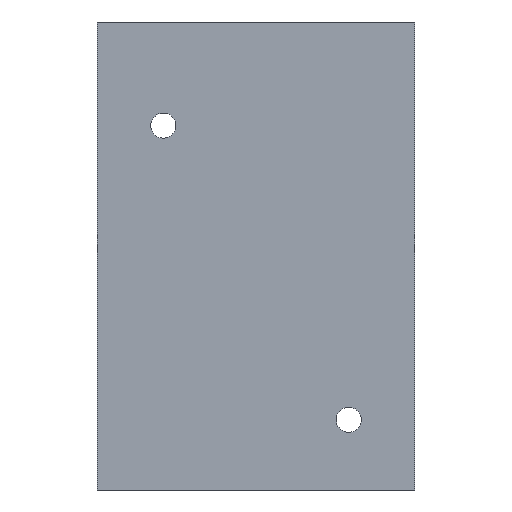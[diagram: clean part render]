
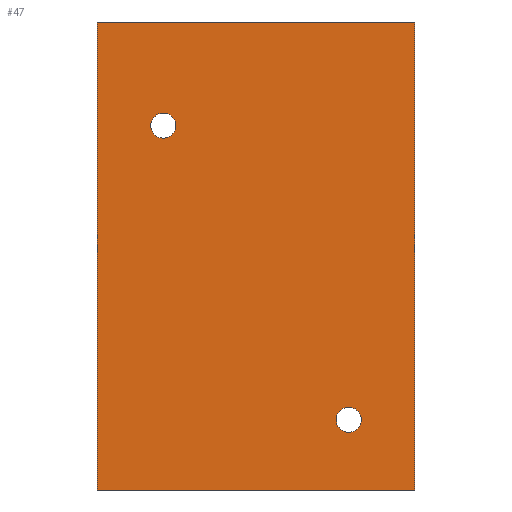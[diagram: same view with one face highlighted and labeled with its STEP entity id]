
A CAD part, front view. The second image highlights one B-rep face of the part: STEP entity #47.
In plain terms, the highlighted planar face has unit normal (0, -1, 0).
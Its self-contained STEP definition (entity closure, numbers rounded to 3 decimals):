
#7 = ORIENTED_EDGE ( 'NONE', *, *, #761, .F. ) ;
#19 = AXIS2_PLACEMENT_3D ( 'NONE', #139, #506, #509 ) ;
#40 = EDGE_CURVE ( 'NONE', #495, #600, #271, .T. ) ;
#47 = ADVANCED_FACE ( 'NONE', ( #459, #429, #438 ), #249, .T. ) ;
#53 = EDGE_LOOP ( 'NONE', ( #303, #790, #636, #436 ) ) ;
#55 = CARTESIAN_POINT ( 'NONE',  ( 1.2, 0., -0.45 ) ) ;
#56 = VERTEX_POINT ( 'NONE', #604 ) ;
#73 = CARTESIAN_POINT ( 'NONE',  ( 12.3, 0., -18.8 ) ) ;
#89 = EDGE_CURVE ( 'NONE', #455, #56, #560, .T. ) ;
#106 = EDGE_CURVE ( 'NONE', #167, #526, #714, .T. ) ;
#107 = DIRECTION ( 'NONE',  ( 0., 0., -1. ) ) ;
#139 = CARTESIAN_POINT ( 'NONE',  ( 1.2, 0., -1.2 ) ) ;
#166 = EDGE_CURVE ( 'NONE', #600, #455, #580, .T. ) ;
#167 = VERTEX_POINT ( 'NONE', #211 ) ;
#169 = EDGE_LOOP ( 'NONE', ( #659, #681 ) ) ;
#178 = EDGE_CURVE ( 'NONE', #526, #167, #641, .T. ) ;
#179 = CARTESIAN_POINT ( 'NONE',  ( 0., 0., 0. ) ) ;
#211 = CARTESIAN_POINT ( 'NONE',  ( 1.2, 0., -1.95 ) ) ;
#229 = DIRECTION ( 'NONE',  ( 0., 0., -1. ) ) ;
#238 = AXIS2_PLACEMENT_3D ( 'NONE', #179, #374, #794 ) ;
#249 = PLANE ( 'NONE',  #238 ) ;
#271 = LINE ( 'NONE', #411, #322 ) ;
#289 = ORIENTED_EDGE ( 'NONE', *, *, #577, .F. ) ;
#291 = DIRECTION ( 'NONE',  ( 0., 0., 1. ) ) ;
#295 = VECTOR ( 'NONE', #405, 1000. ) ;
#297 = VECTOR ( 'NONE', #107, 1000. ) ;
#303 = ORIENTED_EDGE ( 'NONE', *, *, #40, .F. ) ;
#316 = DIRECTION ( 'NONE',  ( 0., 0., -1. ) ) ;
#322 = VECTOR ( 'NONE', #291, 1000. ) ;
#331 = CARTESIAN_POINT ( 'NONE',  ( -2.75, 0., 5. ) ) ;
#335 = CARTESIAN_POINT ( 'NONE',  ( 16.25, 0., 5. ) ) ;
#349 = CARTESIAN_POINT ( 'NONE',  ( 12.3, 0., -19.55 ) ) ;
#374 = DIRECTION ( 'NONE',  ( 0., -1., 0. ) ) ;
#381 = VERTEX_POINT ( 'NONE', #647 ) ;
#388 = CARTESIAN_POINT ( 'NONE',  ( -2.75, 0., 5. ) ) ;
#391 = DIRECTION ( 'NONE',  ( 0., 0., -1. ) ) ;
#392 = VERTEX_POINT ( 'NONE', #349 ) ;
#405 = DIRECTION ( 'NONE',  ( -1., 0., 0. ) ) ;
#410 = CARTESIAN_POINT ( 'NONE',  ( 12.3, 0., -18.8 ) ) ;
#411 = CARTESIAN_POINT ( 'NONE',  ( -2.75, 0., -23. ) ) ;
#419 = AXIS2_PLACEMENT_3D ( 'NONE', #73, #611, #316 ) ;
#429 = FACE_BOUND ( 'NONE', #712, .T. ) ;
#436 = ORIENTED_EDGE ( 'NONE', *, *, #166, .F. ) ;
#438 = FACE_OUTER_BOUND ( 'NONE', #53, .T. ) ;
#455 = VERTEX_POINT ( 'NONE', #335 ) ;
#459 = FACE_BOUND ( 'NONE', #169, .T. ) ;
#467 = AXIS2_PLACEMENT_3D ( 'NONE', #669, #671, #391 ) ;
#485 = EDGE_CURVE ( 'NONE', #56, #495, #609, .T. ) ;
#495 = VERTEX_POINT ( 'NONE', #518 ) ;
#497 = VECTOR ( 'NONE', #760, 1000. ) ;
#506 = DIRECTION ( 'NONE',  ( 0., -1., 0. ) ) ;
#509 = DIRECTION ( 'NONE',  ( 0., 0., -1. ) ) ;
#515 = CARTESIAN_POINT ( 'NONE',  ( -2.75, 0., -23. ) ) ;
#518 = CARTESIAN_POINT ( 'NONE',  ( -2.75, 0., -23. ) ) ;
#526 = VERTEX_POINT ( 'NONE', #55 ) ;
#529 = DIRECTION ( 'NONE',  ( 0., -1., 0. ) ) ;
#560 = LINE ( 'NONE', #652, #297 ) ;
#577 = EDGE_CURVE ( 'NONE', #381, #392, #730, .T. ) ;
#580 = LINE ( 'NONE', #331, #497 ) ;
#600 = VERTEX_POINT ( 'NONE', #388 ) ;
#604 = CARTESIAN_POINT ( 'NONE',  ( 16.25, 0., -23. ) ) ;
#609 = LINE ( 'NONE', #515, #295 ) ;
#611 = DIRECTION ( 'NONE',  ( 0., -1., 0. ) ) ;
#636 = ORIENTED_EDGE ( 'NONE', *, *, #89, .F. ) ;
#641 = CIRCLE ( 'NONE', #19, 0.75 ) ;
#647 = CARTESIAN_POINT ( 'NONE',  ( 12.3, 0., -18.05 ) ) ;
#652 = CARTESIAN_POINT ( 'NONE',  ( 16.25, 0., -23. ) ) ;
#659 = ORIENTED_EDGE ( 'NONE', *, *, #106, .F. ) ;
#669 = CARTESIAN_POINT ( 'NONE',  ( 1.2, 0., -1.2 ) ) ;
#671 = DIRECTION ( 'NONE',  ( 0., -1., 0. ) ) ;
#681 = ORIENTED_EDGE ( 'NONE', *, *, #178, .F. ) ;
#712 = EDGE_LOOP ( 'NONE', ( #7, #289 ) ) ;
#714 = CIRCLE ( 'NONE', #467, 0.75 ) ;
#730 = CIRCLE ( 'NONE', #419, 0.75 ) ;
#758 = CIRCLE ( 'NONE', #767, 0.75 ) ;
#760 = DIRECTION ( 'NONE',  ( 1., 0., 0. ) ) ;
#761 = EDGE_CURVE ( 'NONE', #392, #381, #758, .T. ) ;
#767 = AXIS2_PLACEMENT_3D ( 'NONE', #410, #529, #229 ) ;
#790 = ORIENTED_EDGE ( 'NONE', *, *, #485, .F. ) ;
#794 = DIRECTION ( 'NONE',  ( 0., 0., -1. ) ) ;
